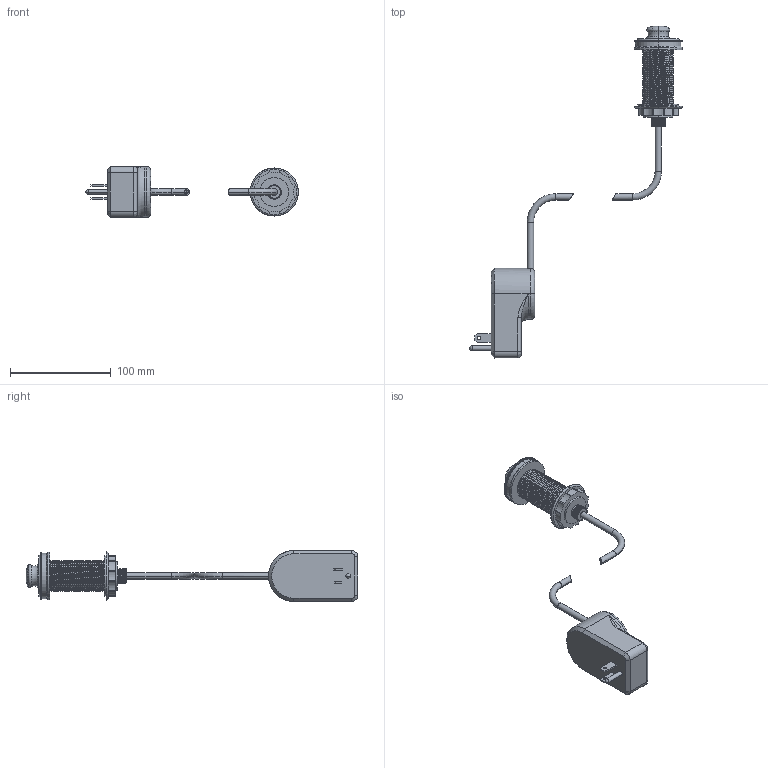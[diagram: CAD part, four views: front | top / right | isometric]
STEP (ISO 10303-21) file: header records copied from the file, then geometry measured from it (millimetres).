
FILE_DESCRIPTION((''),'2;1');
FILE_NAME('2940-5811_','2021-10-05T10:57:29',('rsmith'),(''),'CREO PARAMETRIC BY PTC INC, 2018400','CREO PARAMETRIC BY PTC INC, 2018400','');
FILE_SCHEMA(('AUTOMOTIVE_DESIGN { 1 0 10303 214 1 1 1 1 }'));
Products named in the file (1): 2940-5811_
Bounding box: 211.15 x 329.79 x 50.55 mm (x, y, z)
Volume: 230414 mm3; surface area: 45318.4 mm2
Topology: 3 solids, 4 shells, 843 faces, 2334 edges, 1527 vertices
Faces by surface type: plane 496, cylinder 273, bspline 37, torus 23, cone 10, sphere 4
Entity records: 57078 total; most frequent: CARTESIAN_POINT 20030, ORIENTED_EDGE 4656, DIRECTION 4184, PRESENTATION_STYLE_ASSIGNMENT 3158, STYLED_ITEM 2331, CURVE_STYLE 2328, EDGE_CURVE 2328, VECTOR 1668
